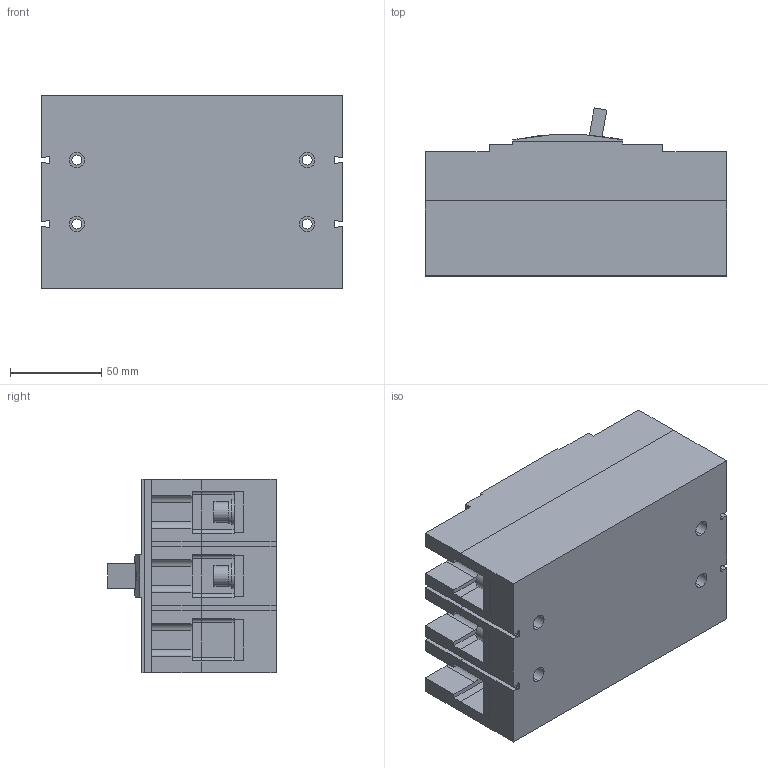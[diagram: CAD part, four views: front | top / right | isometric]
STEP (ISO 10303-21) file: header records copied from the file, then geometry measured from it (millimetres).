
FILE_DESCRIPTION (( 'STEP AP214' ), '1' );
FILE_NAME ('ﾂﾀ-99ﾌL250-mccb99-250-(125mi-160mi-200mi-225mi-250mi).STEP', '2020-12-08T11:51:18', ( '' ), ( '' ), 'SwSTEP 2.0', 'SolidWorks 2019', '' );
FILE_SCHEMA (( 'AUTOMOTIVE_DESIGN' ));
Length unit declared in the file: millimetre
Products named in the file (1): ﾂﾀ-99ﾌL250-mccb99-250-(125mi-160mi-200mi-225mi-250mi)
Bounding box: 165.2 x 92 x 106 mm (x, y, z)
Volume: 1100541 mm3; surface area: 135305.1 mm2
Topology: 8 solids, 8 shells, 575 faces, 1593 edges, 1089 vertices
Faces by surface type: plane 378, cylinder 157, bspline 40
Entity records: 24036 total; most frequent: CARTESIAN_POINT 8158, ORIENTED_EDGE 3186, DIRECTION 2859, EDGE_CURVE 1593, VERTEX_POINT 1089, LINE 1083, VECTOR 1083, AXIS2_PLACEMENT_3D 888
